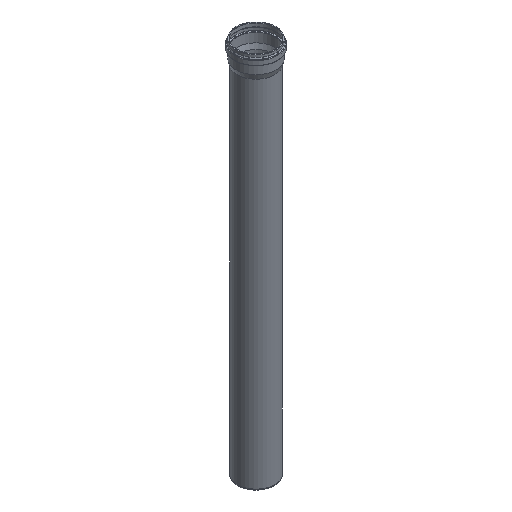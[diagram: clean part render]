
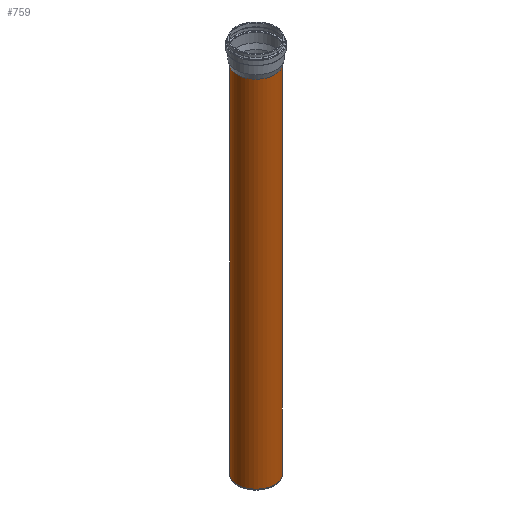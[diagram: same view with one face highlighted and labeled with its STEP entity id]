
A CAD part, isometric view. The second image highlights one B-rep face of the part: STEP entity #759.
In plain terms, the highlighted cylindrical face has radius 157.65 mm (diameter 315.3 mm), a full revolution.
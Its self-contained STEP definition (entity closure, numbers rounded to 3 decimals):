
#72=FACE_OUTER_BOUND('',#111,.T.);
#111=EDGE_LOOP('',(#656,#657,#658,#659,#660,#661));
#134=LINE('',#1426,#151);
#151=VECTOR('',#1162,157.65);
#237=CIRCLE('',#894,157.65);
#238=CIRCLE('',#895,157.65);
#239=CIRCLE('',#897,157.65);
#240=CIRCLE('',#898,157.65);
#331=VERTEX_POINT('',#1416);
#332=VERTEX_POINT('',#1417);
#333=VERTEX_POINT('',#1422);
#334=VERTEX_POINT('',#1423);
#444=EDGE_CURVE('',#331,#332,#237,.T.);
#445=EDGE_CURVE('',#332,#331,#238,.T.);
#447=EDGE_CURVE('',#333,#334,#239,.T.);
#448=EDGE_CURVE('',#334,#333,#240,.T.);
#449=EDGE_CURVE('',#334,#332,#134,.T.);
#656=ORIENTED_EDGE('',*,*,#447,.F.);
#657=ORIENTED_EDGE('',*,*,#448,.F.);
#658=ORIENTED_EDGE('',*,*,#449,.T.);
#659=ORIENTED_EDGE('',*,*,#445,.T.);
#660=ORIENTED_EDGE('',*,*,#444,.T.);
#661=ORIENTED_EDGE('',*,*,#449,.F.);
#730=CYLINDRICAL_SURFACE('',#896,157.65);
#759=ADVANCED_FACE('',(#72),#730,.T.);
#894=AXIS2_PLACEMENT_3D('',#1418,#1151,#1152);
#895=AXIS2_PLACEMENT_3D('',#1419,#1153,#1154);
#896=AXIS2_PLACEMENT_3D('',#1421,#1156,#1157);
#897=AXIS2_PLACEMENT_3D('',#1424,#1158,#1159);
#898=AXIS2_PLACEMENT_3D('',#1425,#1160,#1161);
#1151=DIRECTION('center_axis',(0.,0.,-1.));
#1152=DIRECTION('ref_axis',(1.,0.,0.));
#1153=DIRECTION('center_axis',(0.,0.,-1.));
#1154=DIRECTION('ref_axis',(1.,0.,0.));
#1156=DIRECTION('center_axis',(0.,0.,-1.));
#1157=DIRECTION('ref_axis',(0.,1.,0.));
#1158=DIRECTION('center_axis',(0.,0.,-1.));
#1159=DIRECTION('ref_axis',(1.,0.,0.));
#1160=DIRECTION('center_axis',(0.,0.,-1.));
#1161=DIRECTION('ref_axis',(1.,0.,0.));
#1162=DIRECTION('',(0.,0.,1.));
#1416=CARTESIAN_POINT('',(0.,157.65,-153.337));
#1417=CARTESIAN_POINT('',(0.,-157.65,-153.337));
#1418=CARTESIAN_POINT('Origin',(0.,0.,-153.337));
#1419=CARTESIAN_POINT('Origin',(0.,0.,-153.337));
#1421=CARTESIAN_POINT('Origin',(0.,0.,-1641.448));
#1422=CARTESIAN_POINT('',(0.,157.65,-3129.558));
#1423=CARTESIAN_POINT('',(0.,-157.65,-3129.558));
#1424=CARTESIAN_POINT('Origin',(0.,0.,-3129.558));
#1425=CARTESIAN_POINT('Origin',(0.,0.,-3129.558));
#1426=CARTESIAN_POINT('',(0.,-157.65,-1641.448));
